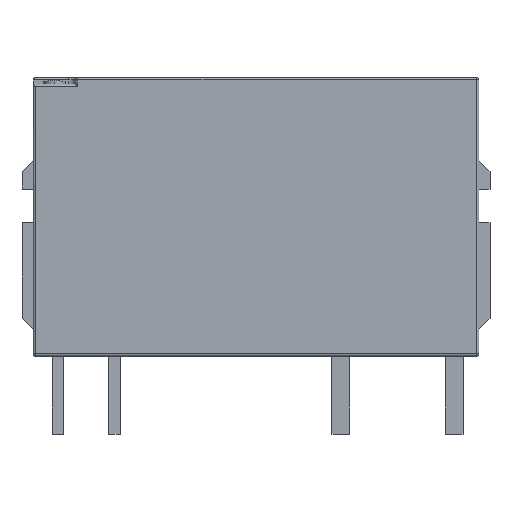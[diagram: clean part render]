
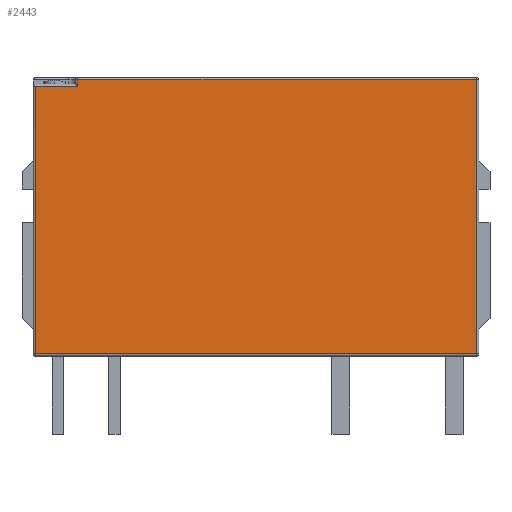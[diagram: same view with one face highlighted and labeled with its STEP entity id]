
A CAD part, top view. The second image highlights one B-rep face of the part: STEP entity #2443.
In plain terms, the highlighted planar face has unit normal (0, 0, 1).
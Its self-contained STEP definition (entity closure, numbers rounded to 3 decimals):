
#81 = ORIENTED_EDGE ( 'NONE', *, *, #476, .T. ) ;
#145 = DIRECTION ( 'NONE',  ( 0., -1., 0. ) ) ;
#154 = CARTESIAN_POINT ( 'NONE',  ( -11.038, 12.1, 1.997 ) ) ;
#205 = DIRECTION ( 'NONE',  ( -1., 0., 0. ) ) ;
#360 = CARTESIAN_POINT ( 'NONE',  ( -9.238, 12.4, 1.997 ) ) ;
#476 = EDGE_CURVE ( 'NONE', #3805, #620, #3991, .T. ) ;
#495 = VERTEX_POINT ( 'NONE', #1835 ) ;
#513 = DIRECTION ( 'NONE',  ( 0., 0., -1. ) ) ;
#620 = VERTEX_POINT ( 'NONE', #2316 ) ;
#936 = VECTOR ( 'NONE', #3111, 1000. ) ;
#1017 = EDGE_CURVE ( 'NONE', #2715, #495, #2043, .T. ) ;
#1108 = ORIENTED_EDGE ( 'NONE', *, *, #2818, .T. ) ;
#1129 = ORIENTED_EDGE ( 'NONE', *, *, #1017, .T. ) ;
#1179 = CARTESIAN_POINT ( 'NONE',  ( 8.762, 12.5, 1.997 ) ) ;
#1240 = CARTESIAN_POINT ( 'NONE',  ( -11.138, 0.1, 1.997 ) ) ;
#1386 = CARTESIAN_POINT ( 'NONE',  ( -9.138, 12.5, 1.997 ) ) ;
#1400 = VERTEX_POINT ( 'NONE', #4035 ) ;
#1424 = PLANE ( 'NONE',  #3405 ) ;
#1835 = CARTESIAN_POINT ( 'NONE',  ( -11.038, 0.1, 1.997 ) ) ;
#1864 = CARTESIAN_POINT ( 'NONE',  ( -11.138, 12.1, 1.997 ) ) ;
#1875 = EDGE_CURVE ( 'NONE', #2422, #2715, #2175, .T. ) ;
#1997 = EDGE_CURVE ( 'NONE', #1400, #2422, #3269, .T. ) ;
#2024 = DIRECTION ( 'NONE',  ( 0., -1., 0. ) ) ;
#2043 = LINE ( 'NONE', #3611, #2464 ) ;
#2175 = LINE ( 'NONE', #1864, #936 ) ;
#2316 = CARTESIAN_POINT ( 'NONE',  ( 8.762, 12.4, 1.997 ) ) ;
#2422 = VERTEX_POINT ( 'NONE', #3621 ) ;
#2443 = ADVANCED_FACE ( 'NONE', ( #3354 ), #1424, .F. ) ;
#2464 = VECTOR ( 'NONE', #2024, 1000. ) ;
#2482 = DIRECTION ( 'NONE',  ( 0., 1., 0. ) ) ;
#2579 = LINE ( 'NONE', #360, #3742 ) ;
#2715 = VERTEX_POINT ( 'NONE', #154 ) ;
#2781 = DIRECTION ( 'NONE',  ( 1., 0., 0. ) ) ;
#2796 = ORIENTED_EDGE ( 'NONE', *, *, #3444, .T. ) ;
#2818 = EDGE_CURVE ( 'NONE', #620, #1400, #2579, .T. ) ;
#2972 = VECTOR ( 'NONE', #2482, 1000. ) ;
#2996 = ORIENTED_EDGE ( 'NONE', *, *, #1997, .T. ) ;
#3111 = DIRECTION ( 'NONE',  ( -1., 0., 0. ) ) ;
#3182 = DIRECTION ( 'NONE',  ( -1., 0., 0. ) ) ;
#3269 = LINE ( 'NONE', #1386, #3730 ) ;
#3354 = FACE_OUTER_BOUND ( 'NONE', #3832, .T. ) ;
#3405 = AXIS2_PLACEMENT_3D ( 'NONE', #3646, #513, #205 ) ;
#3444 = EDGE_CURVE ( 'NONE', #495, #3805, #3986, .T. ) ;
#3611 = CARTESIAN_POINT ( 'NONE',  ( -11.038, 12.5, 1.997 ) ) ;
#3621 = CARTESIAN_POINT ( 'NONE',  ( -9.138, 12.1, 1.997 ) ) ;
#3646 = CARTESIAN_POINT ( 'NONE',  ( -11.138, 12.5, 1.997 ) ) ;
#3730 = VECTOR ( 'NONE', #145, 1000. ) ;
#3742 = VECTOR ( 'NONE', #3182, 1000. ) ;
#3805 = VERTEX_POINT ( 'NONE', #3964 ) ;
#3832 = EDGE_LOOP ( 'NONE', ( #2796, #81, #1108, #2996, #3968, #1129 ) ) ;
#3964 = CARTESIAN_POINT ( 'NONE',  ( 8.762, 0.1, 1.997 ) ) ;
#3968 = ORIENTED_EDGE ( 'NONE', *, *, #1875, .T. ) ;
#3986 = LINE ( 'NONE', #1240, #4023 ) ;
#3991 = LINE ( 'NONE', #1179, #2972 ) ;
#4023 = VECTOR ( 'NONE', #2781, 1000. ) ;
#4035 = CARTESIAN_POINT ( 'NONE',  ( -9.138, 12.4, 1.997 ) ) ;
